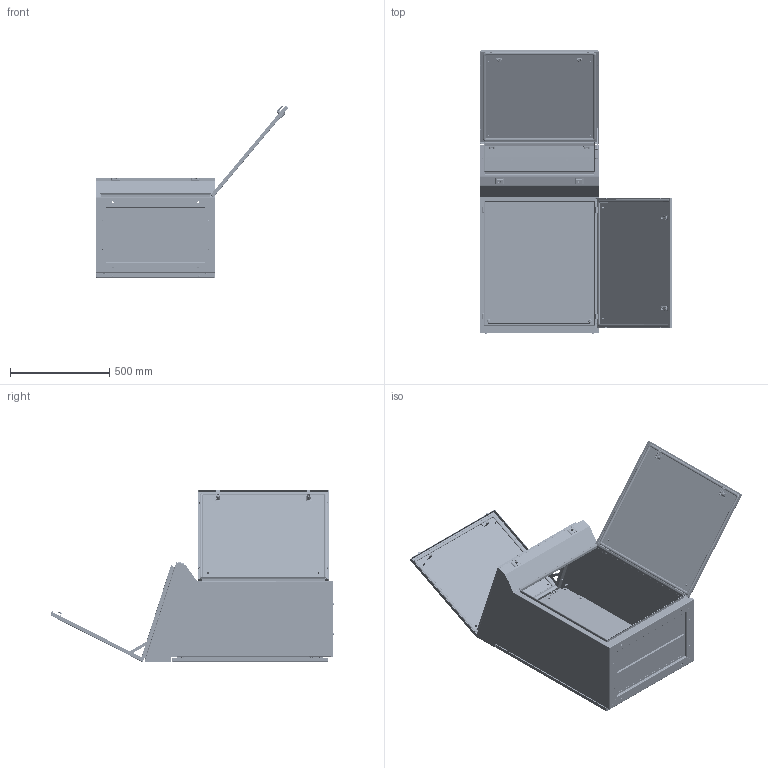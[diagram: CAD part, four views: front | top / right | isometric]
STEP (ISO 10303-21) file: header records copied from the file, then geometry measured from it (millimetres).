
FILE_DESCRIPTION (( 'STEP AP203' ), '1' );
FILE_NAME ('R5PN600.step', '2013-04-26T13:08:41', ( 'User' ), ( 'DKC' ), 'SwSTEP 2.0', 'SolidWorks 2012', '' );
FILE_SCHEMA (( 'CONFIG_CONTROL_DESIGN' ));
Products named in the file (63): Assem back panel_LE02C076  600mm; PN sealant for back panel_600; Back panel_600; Rounded head screw with cross slot M6 x 12_ISO 7045 - M6 x 12 - Z --- 12S; capscrew with recessed hexahedron m6 x 10_ISO 4762 M6 x 10 --- 10S; AC00C172 new; Handle for desk_�� 㬮�砭��; Piastrina AC00C347_�� 㬮�砭��; Assem door_LE02C066  600mm; MOLLA AC00C344_AC00C344; Handle small door CE_�� 㬮�砭��; Sealant AC00356_�� 㬮�砭��; AC00C348_�� 㬮�砭��; Hex Flange Bolt M6x10_ISO 4162 - M6 x 12 x 12-S; Linguetta CE_handle CE; Inserto a doppio pettine AC00C443_AC00C343; BASETTA ESTERNA PER BOX AC00C503_AC00C503; End-cup AC00C112; PN sealant for door_600; Door_600; Assem cover_LE02C060  600mm; AC00C112; CERNIERA SALDATA_AC00C398; lock catch LE02C082; PN sealant for cover_600; Cover_600; End-cup AC00C383; Hinge CE (180 mirror); Hinge CE (180); Hinge CE (mirror) (1); Hinge CE (1); Perno AC00C401 (3)_AC00C401; Tapping screw 4.2x16 (1)_Tapping screw 4.2x16; CERNIERA AC00C399; blocchetto fissaggio cerniera AC00C354_AC00C354; Coverstop PN (1)_AC00C452; Nut M5 A3200001_A3200001; Prigioniero PFH-M5-12_�� 㬮�砭��; Øàéáà 5.65Ã ÃÎÑÒ 11648-75 (1)_˜ ©¡  5.65ƒ ƒŽ‘’ 11648-75; Øàéáà 3.65Ã ÃÎÑÒ 11648-75 (1)_˜ ©¡  3.65ƒ ƒŽ‘’ 11648-75 ...
Assembly tree (158 placements, depth 4):
  R5PN600
    Body of control desk PN_LE01S008  600mm
      Left side PN LE01C051_LE01C051
      Front bottom profile_LE01C053  600mm
      Back bottom profile_LE01C065  600mm
      Front top profile (+K=0.5) _LE01C059  600mm
      Back top profile_LE01C071  600mm
      Left side PN LE01C051_MirrorLE01C051
      land_�� 㬮�砭��  x6
      end-cap_AC00C061  x6
    Coverstop PN (1)_AC00C452
      AC00C452_AC00C452
      vite m5x10 ac00c274_Vite M5x10 AC00C274  x2
      Flange Nut M5_Flange Nut M5  x2
      AC00C279_AC00C279
      bar AC00C278
      Øàéáà 3.65Ã ÃÎÑÒ 11648-75 (1)_˜ ©¡  3.65ƒ ƒŽ‘’ 11648-75
      Øàéáà 5.65Ã ÃÎÑÒ 11648-75 (1)_˜ ©¡  5.65ƒ ƒŽ‘’ 11648-75
      Prigioniero PFH-M5-12_�� 㬮�砭��
      Nut M5 A3200001_A3200001
    Hinge CE (1)
      blocchetto fissaggio cerniera AC00C354_AC00C354
      CERNIERA AC00C399
      Tapping screw 4.2x16 (1)_Tapping screw 4.2x16  x2
      Perno AC00C401 (3)_AC00C401
    Hinge CE (mirror) (1)
      blocchetto fissaggio cerniera AC00C354_AC00C354
      CERNIERA AC00C399
      Tapping screw 4.2x16 (1)_Tapping screw 4.2x16  x2
      Perno AC00C401 (3)_AC00C401
    Hinge CE (180)
      blocchetto fissaggio cerniera AC00C354_AC00C354
      CERNIERA AC00C399
      Tapping screw 4.2x16 (1)_Tapping screw 4.2x16  x2
      Perno AC00C401 (3)_AC00C401
    Hinge CE (180 mirror)
      blocchetto fissaggio cerniera AC00C354_AC00C354
      CERNIERA AC00C399
      Tapping screw 4.2x16 (1)_Tapping screw 4.2x16  x2
      Perno AC00C401 (3)_AC00C401
    End-cup AC00C383  x2
    Assem cover_LE02C060  600mm
      Cover_600
      PN sealant for cover_600
      lock catch LE02C082  x2
      CERNIERA SALDATA_AC00C398  x2
      AC00C112  x3
      land_�� 㬮�砭��  x4
      end-cap_AC00C061  x4
    Assem door_LE02C066  600mm
      Door_600
      PN sealant for door_600
      CERNIERA SALDATA_AC00C398  x2
      End-cup AC00C112  x4
      Handle small door CE_�� 㬮�砭��  x2
        BASETTA ESTERNA PER BOX AC00C503_AC00C503
        Inserto a doppio pettine AC00C443_AC00C343
        Linguetta CE_handle CE
        Hex Flange Bolt M6x10_ISO 4162 - M6 x 12 x 12-S
        AC00C348_�� 㬮�砭��
Bounding box: 967.81 x 1424.11 x 869.41 mm (x, y, z)
Volume: 6231235.4 mm3; surface area: 7175924.4 mm2
Topology: 171 solids, 171 shells, 14320 faces, 37951 edges, 24249 vertices
Faces by surface type: bspline 4680, plane 3513, cylinder 3495, cone 2284, torus 304, sphere 44
Entity records: 199850 total; most frequent: CARTESIAN_POINT 104371, ORIENTED_EDGE 18648, DIRECTION 17128, EDGE_CURVE 9324, AXIS2_PLACEMENT_3D 6161, VERTEX_POINT 5766, LINE 4806, VECTOR 4806
